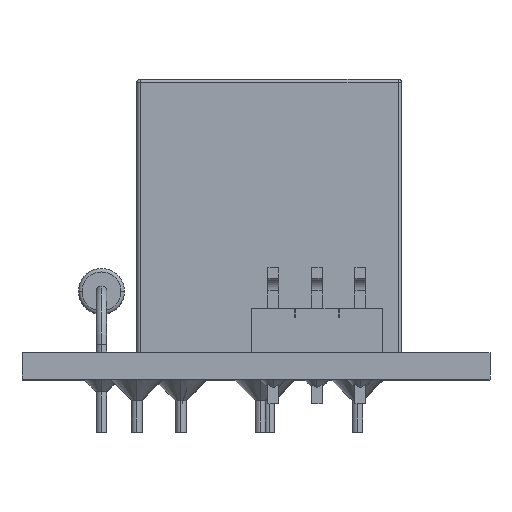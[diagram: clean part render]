
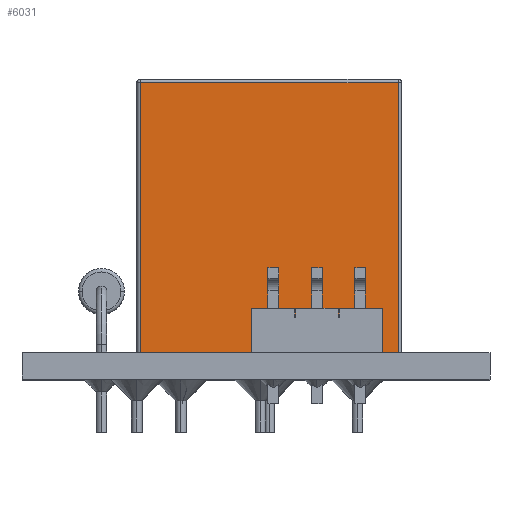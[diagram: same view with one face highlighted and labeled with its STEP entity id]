
A CAD part, top view. The second image highlights one B-rep face of the part: STEP entity #6031.
In plain terms, the highlighted planar face has unit normal (0, 0, 1).
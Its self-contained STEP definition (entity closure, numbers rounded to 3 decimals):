
#520 = DIRECTION ( 'NONE',  ( 1., 0., 0. ) ) ;
#1124 = EDGE_CURVE ( 'NONE', #4800, #13364, #3307, .T. ) ;
#1133 = FACE_OUTER_BOUND ( 'NONE', #2073, .T. ) ;
#1310 = ORIENTED_EDGE ( 'NONE', *, *, #1124, .T. ) ;
#1631 = ORIENTED_EDGE ( 'NONE', *, *, #15002, .T. ) ;
#1706 = CARTESIAN_POINT ( 'NONE',  ( -6.75, 17., 11.5 ) ) ;
#2073 = EDGE_LOOP ( 'NONE', ( #1310, #8045, #1631, #14477 ) ) ;
#2717 = EDGE_CURVE ( 'NONE', #12972, #4800, #13012, .T. ) ;
#2818 = CARTESIAN_POINT ( 'NONE',  ( 8.05, 16.8, 11.5 ) ) ;
#2842 = CARTESIAN_POINT ( 'NONE',  ( -6.75, 16.8, 11.5 ) ) ;
#2902 = DIRECTION ( 'NONE',  ( -1., 0., 0. ) ) ;
#3307 = LINE ( 'NONE', #2842, #9733 ) ;
#3719 = VECTOR ( 'NONE', #13108, 1000. ) ;
#3833 = VECTOR ( 'NONE', #520, 1000. ) ;
#4620 = CARTESIAN_POINT ( 'NONE',  ( 8.05, 17., 11.5 ) ) ;
#4800 = VERTEX_POINT ( 'NONE', #2818 ) ;
#5659 = CARTESIAN_POINT ( 'NONE',  ( -6.55, 16.8, 11.5 ) ) ;
#6031 = ADVANCED_FACE ( 'NONE', ( #1133 ), #12553, .F. ) ;
#8045 = ORIENTED_EDGE ( 'NONE', *, *, #9235, .T. ) ;
#9235 = EDGE_CURVE ( 'NONE', #13364, #11184, #13000, .T. ) ;
#9733 = VECTOR ( 'NONE', #11331, 1000. ) ;
#10170 = DIRECTION ( 'NONE',  ( 0., 0., -1. ) ) ;
#10901 = VECTOR ( 'NONE', #12098, 1000. ) ;
#11184 = VERTEX_POINT ( 'NONE', #11888 ) ;
#11331 = DIRECTION ( 'NONE',  ( -1., 0., 0. ) ) ;
#11888 = CARTESIAN_POINT ( 'NONE',  ( -6.55, 1.5, 11.5 ) ) ;
#12098 = DIRECTION ( 'NONE',  ( 0., -1., 0. ) ) ;
#12553 = PLANE ( 'NONE',  #15701 ) ;
#12972 = VERTEX_POINT ( 'NONE', #14470 ) ;
#13000 = LINE ( 'NONE', #13283, #10901 ) ;
#13012 = LINE ( 'NONE', #4620, #3719 ) ;
#13108 = DIRECTION ( 'NONE',  ( 0., 1., 0. ) ) ;
#13283 = CARTESIAN_POINT ( 'NONE',  ( -6.55, 17., 11.5 ) ) ;
#13364 = VERTEX_POINT ( 'NONE', #5659 ) ;
#13502 = LINE ( 'NONE', #15119, #3833 ) ;
#14470 = CARTESIAN_POINT ( 'NONE',  ( 8.05, 1.5, 11.5 ) ) ;
#14477 = ORIENTED_EDGE ( 'NONE', *, *, #2717, .T. ) ;
#15002 = EDGE_CURVE ( 'NONE', #11184, #12972, #13502, .T. ) ;
#15119 = CARTESIAN_POINT ( 'NONE',  ( -6.75, 1.5, 11.5 ) ) ;
#15701 = AXIS2_PLACEMENT_3D ( 'NONE', #1706, #10170, #2902 ) ;
